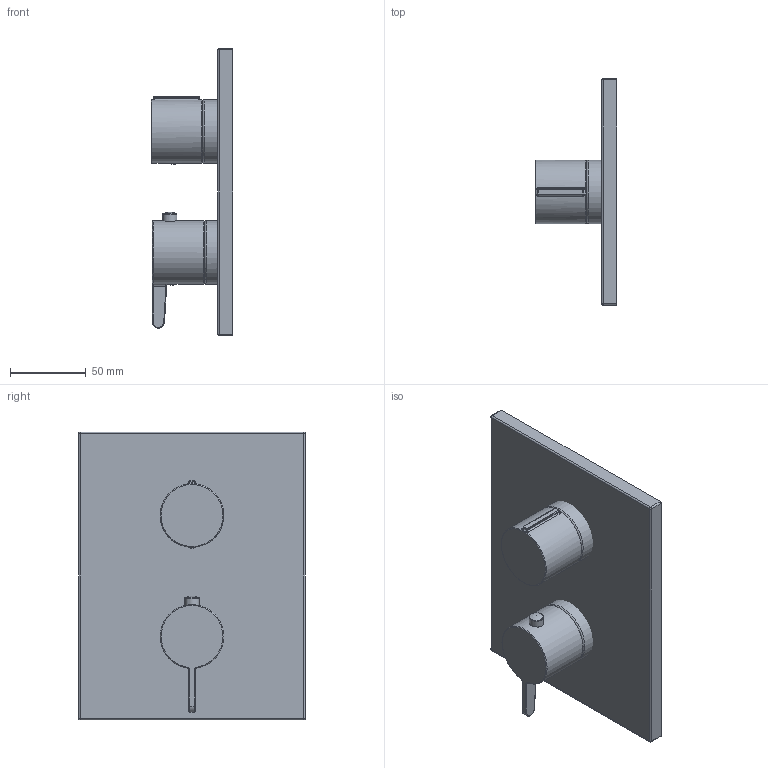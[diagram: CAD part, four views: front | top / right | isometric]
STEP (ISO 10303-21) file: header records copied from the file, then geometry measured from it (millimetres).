
FILE_DESCRIPTION(/* description */ (''),/* implementation_level */ '2;1');
FILE_NAME(/* name */ 'TVS127001000 kappen fehlen_done.step',/* time_stamp */ '2023-02-22T14:49:43+01:00',/* author */ (''),/* organization */ (''),/* preprocessor_version */ 'ST-DEVELOPER v19.2',/* originating_system */ 'Autodesk Translation Framework v11.17.0.187',/* authorisation */ '');
FILE_SCHEMA (('AUTOMOTIVE_DESIGN { 1 0 10303 214 3 1 1 }'));
Length unit declared in the file: millimetre
Products named in the file (6): (Nicht gespeichert); 81P20GB42; 80P20GB42; 82P24J63; 8MB618306_ASM; 80W618306
Assembly tree (5 placements, depth 3):
  (Nicht gespeichert)
    81P20GB42
    80P20GB42
    82P24J63
    8MB618306_ASM
      80W618306
Bounding box: 54 x 150 x 190 mm (x, y, z)
Volume: 346659.6 mm3; surface area: 96807.2 mm2
Topology: 8 solids, 8 shells, 169 faces, 400 edges, 252 vertices
Faces by surface type: cylinder 63, plane 57, torus 17, sphere 12, cone 11, bspline 9
Full cylindrical faces by diameter (mm): 2.4 x2, 5.1 x2, 5.2 x2, 6 x1, 7.3 x1, 9.5 x1, 32 x2, 40 x2, 42 x4
Entity records: 7300 total; most frequent: CARTESIAN_POINT 3186, DIRECTION 884, ORIENTED_EDGE 792, EDGE_CURVE 396, AXIS2_PLACEMENT_3D 360, VERTEX_POINT 252, CIRCLE 188, EDGE_LOOP 186
